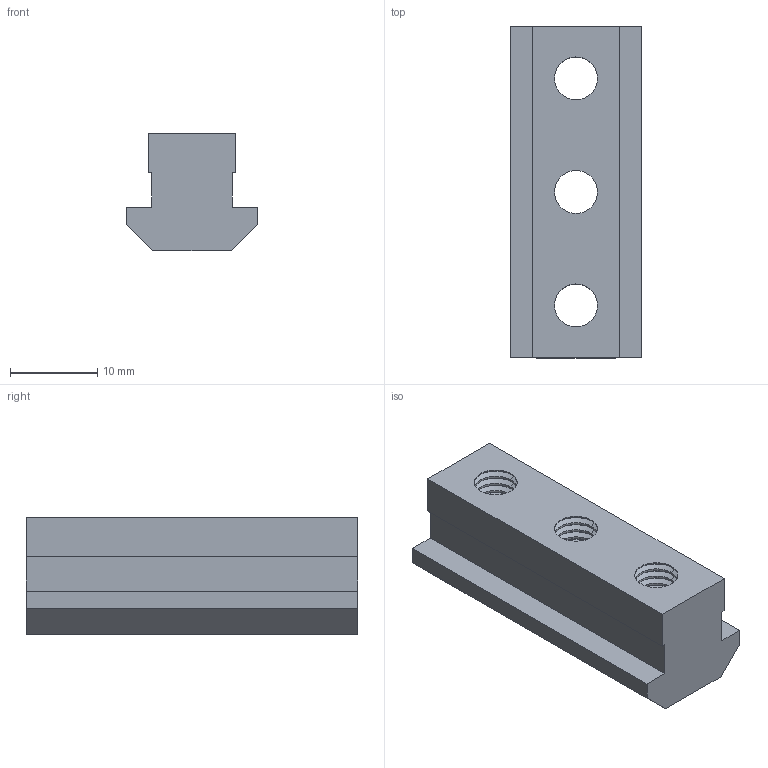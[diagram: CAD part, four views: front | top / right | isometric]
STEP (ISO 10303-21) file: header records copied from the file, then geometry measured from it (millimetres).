
FILE_DESCRIPTION(('STEP AP214'),'1');
FILE_NAME(' ',' ',('TraceParts'),('TraceParts S.A.'),'XStep 1.0',' ',' ');
FILE_SCHEMA(('automotive_design'));
Length unit declared in the file: millimetre
Products named in the file (1): 1
Bounding box: 15 x 38 x 13.5 mm (x, y, z)
Volume: 4690 mm3; surface area: 3395.8 mm2
Topology: 1 solids, 1 shells, 412 faces, 840 edges, 430 vertices
Faces by surface type: torus 156, cone 156, cylinder 84, plane 16
Entity records: 20284 total; most frequent: DIRECTION 2224, STYLED_ITEM 1683, PRESENTATION_STYLE_ASSIGNMENT 1683, CARTESIAN_POINT 1683, COLOUR_RGB 1683, ORIENTED_EDGE 1680, AXIS2_PLACEMENT_3D 971, EDGE_CURVE 840
